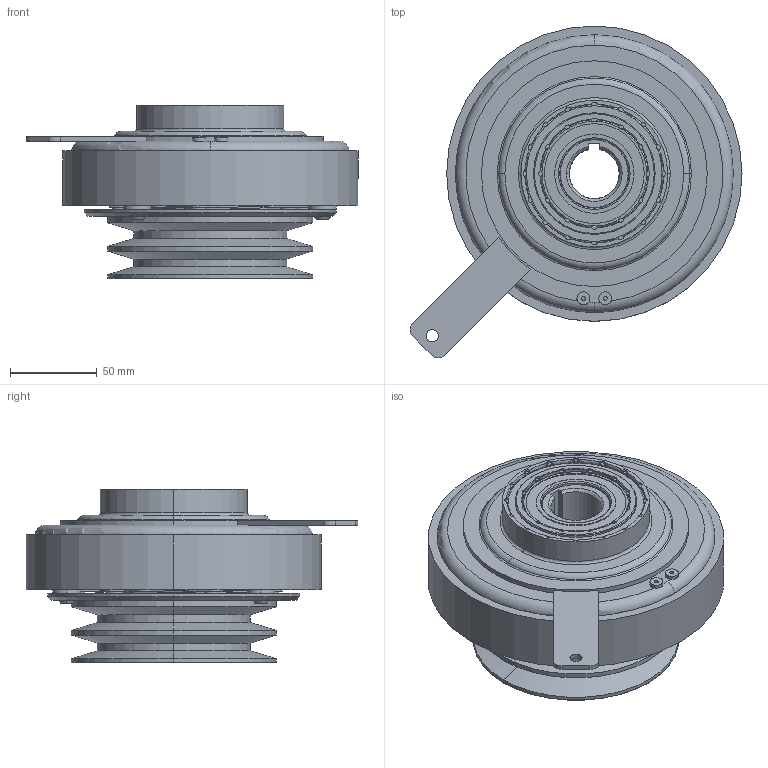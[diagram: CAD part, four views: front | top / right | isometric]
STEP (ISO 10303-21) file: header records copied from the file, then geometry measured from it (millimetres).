
FILE_DESCRIPTION (( 'STEP AP203' ), '1' );
FILE_NAME ('52132500_02_MA-GT-JD30W_電磁クラッチ.STEP', '2015-09-16T01:27:30', ( '' ), ( '' ), 'SwSTEP 2.0', 'SolidWorks 2014', '' );
FILE_SCHEMA (( 'CONFIG_CONTROL_DESIGN' ));
Length unit declared in the file: millimetre
Products named in the file (1): 52132500_02_MA-GT-JD30W_電磁クラッチ
Bounding box: 191.1 x 191.1 x 99.95 mm (x, y, z)
Volume: 1220043.1 mm3; surface area: 180719.5 mm2
Topology: 1 solids, 17 shells, 658 faces, 1742 edges, 1076 vertices
Faces by surface type: cylinder 310, plane 256, cone 62, torus 30
Entity records: 21026 total; most frequent: DIRECTION 4031, CARTESIAN_POINT 3643, ORIENTED_EDGE 3484, EDGE_CURVE 1742, AXIS2_PLACEMENT_3D 1676, VERTEX_POINT 1076, CIRCLE 1017, EDGE_LOOP 762
